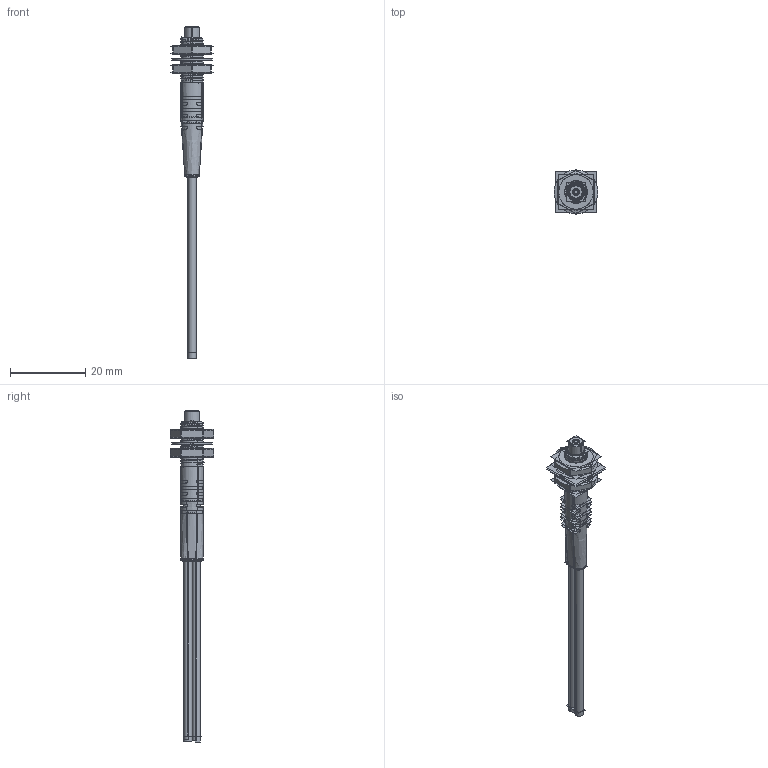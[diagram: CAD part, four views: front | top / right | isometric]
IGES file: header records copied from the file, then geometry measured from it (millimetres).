
Start section:  PTC IGES file: 161882.igs
Global section: file name: 161882.igs; native system: Creo Parametric by Parametric Technology Corporation; preprocessor: 2013230; author: pdmadmin; organization: Unknown; date: 20160105.123306; units: millimetre
Bounding box: 11.55 x 11.66 x 88.08 mm (x, y, z)
Volume: 6582.2 mm3; surface area: 72935.7 mm2
Topology: 4 solids, 4 shells, 482 faces, 3058 edges, 4287 vertices
Faces by surface type: revolution 250, bspline 232
